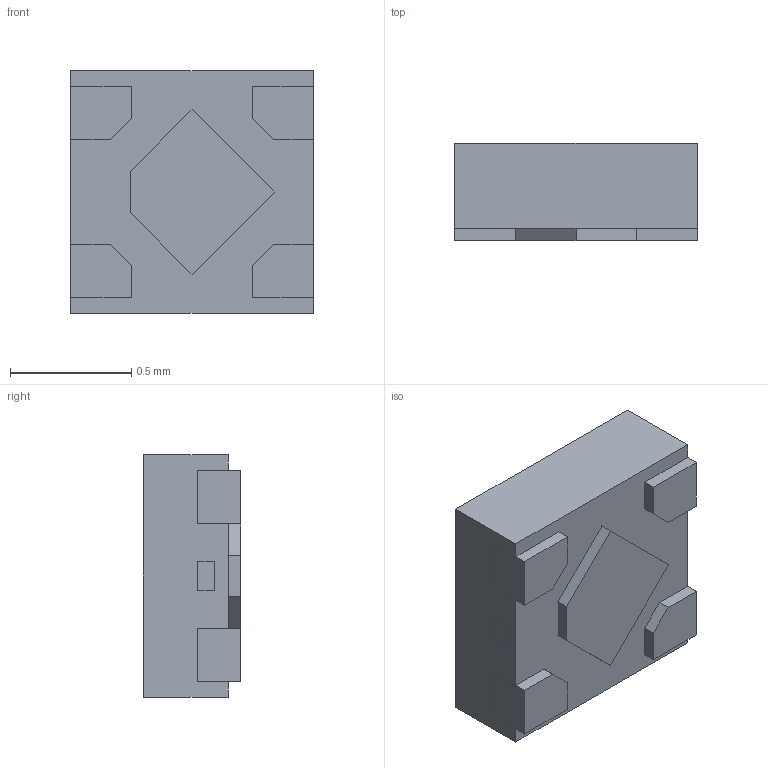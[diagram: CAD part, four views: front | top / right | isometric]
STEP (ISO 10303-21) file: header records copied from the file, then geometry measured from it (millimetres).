
FILE_DESCRIPTION (( 'STEP AP214' ), '1' );
FILE_NAME ('LDLN025PU30R.STEP', '2024-01-19T15:39:10', ( 'LENOVO' ), ( '' ), 'SwSTEP 2.0', 'SolidWorks 2021', '' );
FILE_SCHEMA (( 'AUTOMOTIVE_DESIGN' ));
Length unit declared in the file: millimetre
Products named in the file (1): LDLN025PU30R
Bounding box: 1 x 0.4 x 1 mm (x, y, z)
Volume: 0.4 mm3; surface area: 5.9 mm2
Topology: 9 solids, 9 shells, 96 faces, 222 edges, 148 vertices
Faces by surface type: plane 92, cylinder 4
Entity records: 2780 total; most frequent: CARTESIAN_POINT 467, ORIENTED_EDGE 444, DIRECTION 424, EDGE_CURVE 222, VECTOR 214, LINE 214, VERTEX_POINT 148, AXIS2_PLACEMENT_3D 105
